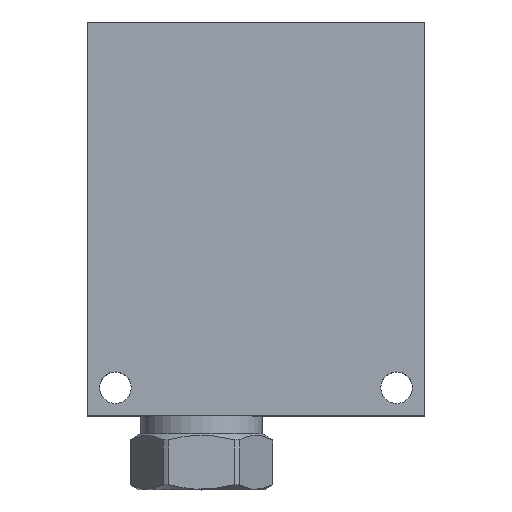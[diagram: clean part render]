
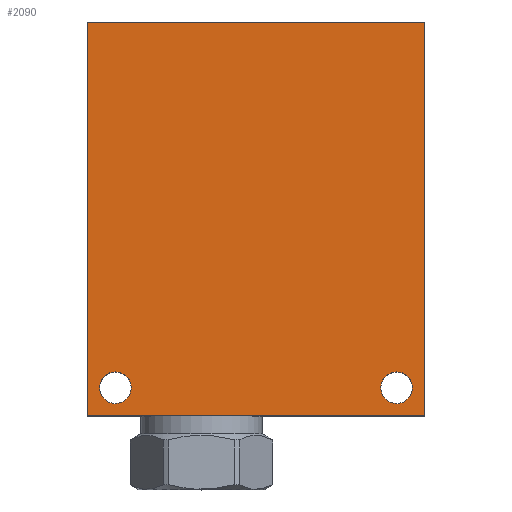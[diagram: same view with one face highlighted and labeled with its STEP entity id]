
A CAD part, top view. The second image highlights one B-rep face of the part: STEP entity #2090.
In plain terms, the highlighted planar face has unit normal (0, 0, 1).
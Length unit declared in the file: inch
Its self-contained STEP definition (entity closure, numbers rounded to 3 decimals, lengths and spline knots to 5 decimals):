
#93=DIRECTION('',(0.,-1.,0.));
#94=VECTOR('',#93,3.5);
#95=CARTESIAN_POINT('',(0.,0.,1.5));
#96=LINE('',#95,#94);
#97=DIRECTION('',(-1.,0.,0.));
#98=VECTOR('',#97,3.);
#99=CARTESIAN_POINT('',(3.,0.,1.5));
#100=LINE('',#99,#98);
#101=DIRECTION('',(0.,1.,0.));
#102=VECTOR('',#101,3.5);
#103=CARTESIAN_POINT('',(3.,-3.5,1.5));
#104=LINE('',#103,#102);
#105=DIRECTION('',(1.,0.,0.));
#106=VECTOR('',#105,3.);
#107=CARTESIAN_POINT('',(0.,-3.5,1.5));
#108=LINE('',#107,#106);
#109=CARTESIAN_POINT('',(0.25,-3.25,1.5));
#110=DIRECTION('',(0.,0.,1.));
#111=DIRECTION('',(0.,1.,0.));
#112=AXIS2_PLACEMENT_3D('',#109,#110,#111);
#114=CARTESIAN_POINT('',(0.25,-3.25,1.5));
#115=DIRECTION('',(0.,0.,1.));
#116=DIRECTION('',(0.,-1.,0.));
#117=AXIS2_PLACEMENT_3D('',#114,#115,#116);
#119=CARTESIAN_POINT('',(2.75,-3.25,1.5));
#120=DIRECTION('',(0.,0.,1.));
#121=DIRECTION('',(0.,1.,0.));
#122=AXIS2_PLACEMENT_3D('',#119,#120,#121);
#124=CARTESIAN_POINT('',(2.75,-3.25,1.5));
#125=DIRECTION('',(0.,0.,1.));
#126=DIRECTION('',(0.,-1.,0.));
#127=AXIS2_PLACEMENT_3D('',#124,#125,#126);
#1757=CARTESIAN_POINT('',(0.,0.,1.5));
#1758=CARTESIAN_POINT('',(0.,-3.5,1.5));
#1759=VERTEX_POINT('',#1757);
#1760=VERTEX_POINT('',#1758);
#1761=CARTESIAN_POINT('',(3.,-3.5,1.5));
#1762=VERTEX_POINT('',#1761);
#1763=CARTESIAN_POINT('',(3.,0.,1.5));
#1764=VERTEX_POINT('',#1763);
#1769=CARTESIAN_POINT('',(0.25,-3.1095,1.5));
#1770=CARTESIAN_POINT('',(0.25,-3.3905,1.5));
#1771=VERTEX_POINT('',#1769);
#1772=VERTEX_POINT('',#1770);
#1777=CARTESIAN_POINT('',(2.75,-3.1095,1.5));
#1778=CARTESIAN_POINT('',(2.75,-3.3905,1.5));
#1779=VERTEX_POINT('',#1777);
#1780=VERTEX_POINT('',#1778);
#2067=CARTESIAN_POINT('',(0.,0.,1.5));
#2068=DIRECTION('',(0.,0.,1.));
#2069=DIRECTION('',(1.,0.,0.));
#2070=AXIS2_PLACEMENT_3D('',#2067,#2068,#2069);
#2071=PLANE('',#2070);
#2072=ORIENTED_EDGE('',*,*,#1995,.F.);
#2073=ORIENTED_EDGE('',*,*,#2016,.F.);
#2074=ORIENTED_EDGE('',*,*,#2036,.F.);
#2075=ORIENTED_EDGE('',*,*,#2055,.F.);
#2076=EDGE_LOOP('',(#2072,#2073,#2074,#2075));
#2077=FACE_OUTER_BOUND('',#2076,.F.);
#2079=ORIENTED_EDGE('',*,*,#2078,.T.);
#2081=ORIENTED_EDGE('',*,*,#2080,.T.);
#2082=EDGE_LOOP('',(#2079,#2081));
#2083=FACE_BOUND('',#2082,.F.);
#2085=ORIENTED_EDGE('',*,*,#2084,.T.);
#2087=ORIENTED_EDGE('',*,*,#2086,.T.);
#2088=EDGE_LOOP('',(#2085,#2087));
#2089=FACE_BOUND('',#2088,.F.);
#2090=ADVANCED_FACE('',(#2077,#2083,#2089),#2071,.T.);
#113=CIRCLE('',#112,0.1405);
#118=CIRCLE('',#117,0.1405);
#123=CIRCLE('',#122,0.1405);
#128=CIRCLE('',#127,0.1405);
#1995=EDGE_CURVE('',#1759,#1760,#96,.T.);
#2016=EDGE_CURVE('',#1764,#1759,#100,.T.);
#2036=EDGE_CURVE('',#1762,#1764,#104,.T.);
#2055=EDGE_CURVE('',#1760,#1762,#108,.T.);
#2078=EDGE_CURVE('',#1771,#1772,#113,.T.);
#2080=EDGE_CURVE('',#1772,#1771,#118,.T.);
#2084=EDGE_CURVE('',#1779,#1780,#123,.T.);
#2086=EDGE_CURVE('',#1780,#1779,#128,.T.);
